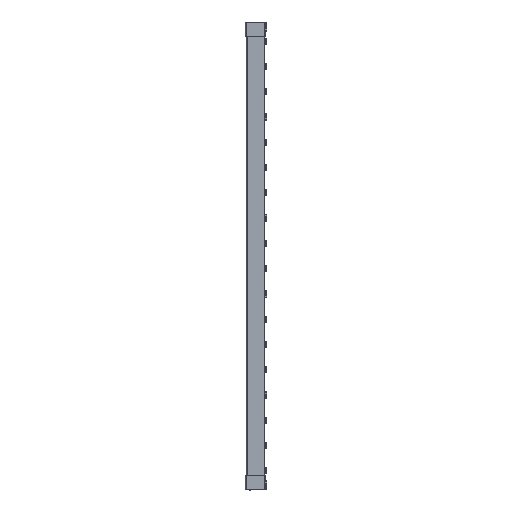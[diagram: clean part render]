
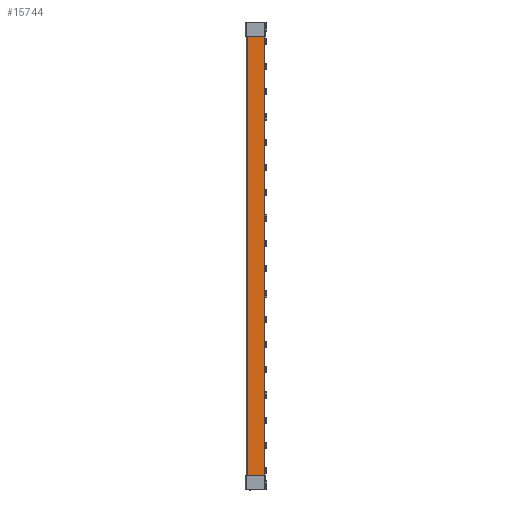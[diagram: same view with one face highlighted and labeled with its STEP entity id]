
A CAD part, front view. The second image highlights one B-rep face of the part: STEP entity #15744.
In plain terms, the highlighted planar face has unit normal (0, -1, 0).
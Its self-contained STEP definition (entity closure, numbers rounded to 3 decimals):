
#358 = EDGE_CURVE ( 'NONE', #27056, #27006, #19542, .T. ) ;
#363 = EDGE_CURVE ( 'NONE', #27000, #27072, #19630, .T. ) ;
#364 = EDGE_CURVE ( 'NONE', #27006, #27000, #19626, .T. ) ;
#380 = EDGE_CURVE ( 'NONE', #27072, #27056, #19657, .T. ) ;
#1505 = VECTOR ( 'NONE', #19642, 1000. ) ;
#1514 = VECTOR ( 'NONE', #19543, 1000. ) ;
#1515 = VECTOR ( 'NONE', #19631, 1000. ) ;
#1553 = VECTOR ( 'NONE', #19632, 1000. ) ;
#4383 = AXIS2_PLACEMENT_3D ( 'NONE', #13093, #13095, #13096 ) ;
#6859 = CARTESIAN_POINT ( 'NONE',  ( 11.802, 0., 209.9 ) ) ;
#6860 = CARTESIAN_POINT ( 'NONE',  ( 0., 0., 209.9 ) ) ;
#6936 = CARTESIAN_POINT ( 'NONE',  ( 0., 0., -95.9 ) ) ;
#6947 = CARTESIAN_POINT ( 'NONE',  ( 11.802, 0., -95.9 ) ) ;
#7853 = ORIENTED_EDGE ( 'NONE', *, *, #380, .F. ) ;
#7877 = ORIENTED_EDGE ( 'NONE', *, *, #364, .F. ) ;
#7884 = ORIENTED_EDGE ( 'NONE', *, *, #363, .F. ) ;
#7911 = ORIENTED_EDGE ( 'NONE', *, *, #358, .F. ) ;
#13093 = CARTESIAN_POINT ( 'NONE',  ( 0., 0., 219. ) ) ;
#13095 = DIRECTION ( 'NONE',  ( 0., 1., 0. ) ) ;
#13096 = DIRECTION ( 'NONE',  ( -1., 0., 0. ) ) ;
#13097 = PLANE ( 'NONE',  #4383 ) ;
#13099 = FACE_OUTER_BOUND ( 'NONE', #26539, .T. ) ;
#15744 = ADVANCED_FACE ( 'NONE', ( #13099 ), #13097, .F. ) ;
#19542 = LINE ( 'NONE', #19570, #1514 ) ;
#19543 = DIRECTION ( 'NONE',  ( 0., 0., 1. ) ) ;
#19570 = CARTESIAN_POINT ( 'NONE',  ( 0., 0., 219. ) ) ;
#19605 = CARTESIAN_POINT ( 'NONE',  ( 0., 0., 209.9 ) ) ;
#19610 = CARTESIAN_POINT ( 'NONE',  ( 11.802, 0., 219. ) ) ;
#19626 = LINE ( 'NONE', #19605, #1553 ) ;
#19630 = LINE ( 'NONE', #19610, #1515 ) ;
#19631 = DIRECTION ( 'NONE',  ( 0., 0., -1. ) ) ;
#19632 = DIRECTION ( 'NONE',  ( 1., 0., 0. ) ) ;
#19642 = DIRECTION ( 'NONE',  ( -1., 0., 0. ) ) ;
#19657 = LINE ( 'NONE', #19668, #1505 ) ;
#19668 = CARTESIAN_POINT ( 'NONE',  ( 0., 0., -95.9 ) ) ;
#26539 = EDGE_LOOP ( 'NONE', ( #7877, #7911, #7853, #7884 ) ) ;
#27000 = VERTEX_POINT ( 'NONE', #6859 ) ;
#27006 = VERTEX_POINT ( 'NONE', #6860 ) ;
#27056 = VERTEX_POINT ( 'NONE', #6936 ) ;
#27072 = VERTEX_POINT ( 'NONE', #6947 ) ;
